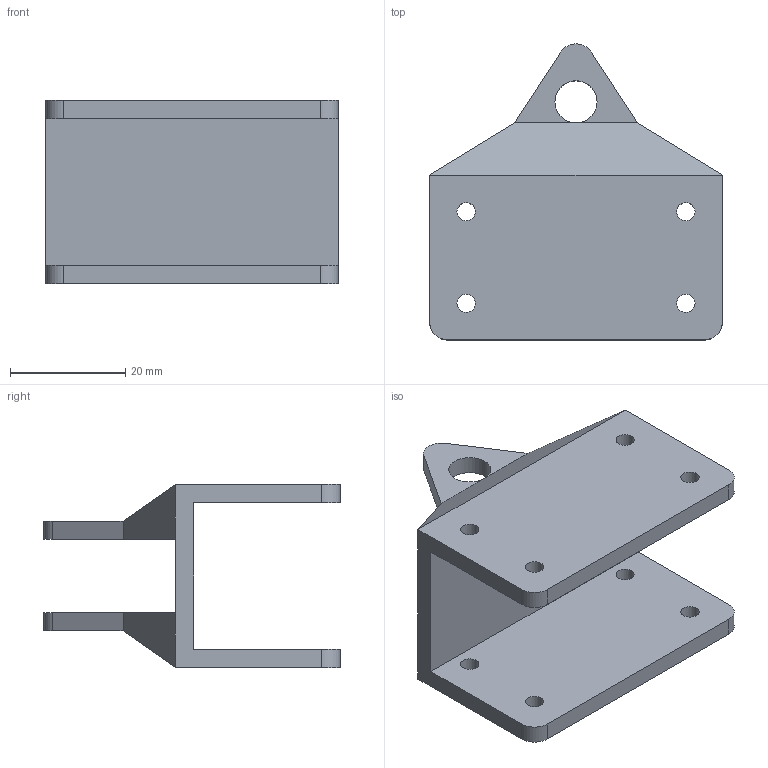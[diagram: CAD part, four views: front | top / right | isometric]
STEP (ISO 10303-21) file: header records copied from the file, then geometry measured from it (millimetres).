
FILE_DESCRIPTION(/* description */ (''),/* implementation_level */ '2;1');
FILE_NAME(/* name */ 'Intake - Piston Mount.stp',/* time_stamp */ '2020-02-15T17:29:05-06:00',/* author */ ('aidan'),/* organization */ (''),/* preprocessor_version */ 'ST-DEVELOPER v18',/* originating_system */ 'Autodesk Inventor 2020',/* authorisation */ '');
FILE_SCHEMA (('AUTOMOTIVE_DESIGN { 1 0 10303 214 3 1 1 }'));
Length unit declared in the file: inch
Products named in the file (1): Intake - Piston Mount
Bounding box: 50.8 x 51.32 x 31.75 mm (x, y, z)
Volume: 18310.8 mm3; surface area: 11123.6 mm2
Topology: 1 solids, 1 shells, 40 faces, 110 edges, 70 vertices
Faces by surface type: plane 24, cylinder 16
Full cylindrical faces by diameter (mm): 3.175 x8, 7.308 x2
Entity records: 1355 total; most frequent: DIRECTION 230, CARTESIAN_POINT 221, ORIENTED_EDGE 220, EDGE_CURVE 110, AXIS2_PLACEMENT_3D 79, LINE 72, VECTOR 72, VERTEX_POINT 70
